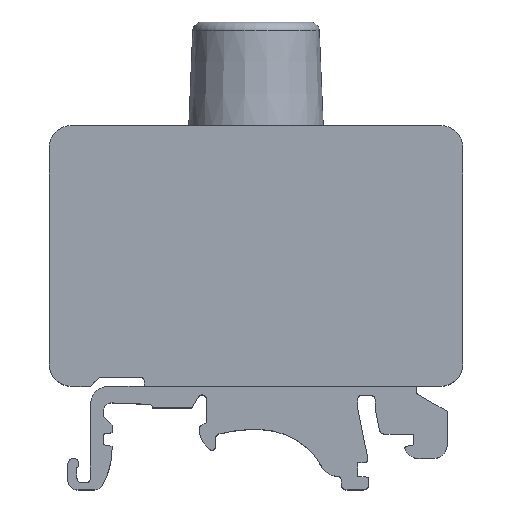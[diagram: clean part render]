
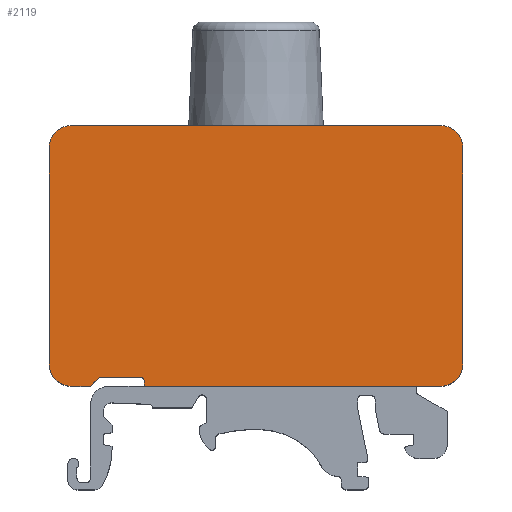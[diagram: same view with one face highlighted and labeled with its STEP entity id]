
A CAD part, top view. The second image highlights one B-rep face of the part: STEP entity #2119.
In plain terms, the highlighted planar face has unit normal (0, 0, 1).
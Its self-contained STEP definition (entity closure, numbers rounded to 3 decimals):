
#417=DIRECTION('',(-1.,0.,0.));
#418=VECTOR('',#417,32.9);
#419=CARTESIAN_POINT('',(20.5,-14.5,9.8));
#420=LINE('',#419,#418);
#421=DIRECTION('',(0.,1.,0.));
#422=VECTOR('',#421,0.5);
#423=CARTESIAN_POINT('',(-12.4,-14.5,9.8));
#424=LINE('',#423,#422);
#425=CARTESIAN_POINT('',(-12.9,-14.,9.8));
#426=DIRECTION('',(0.,0.,1.));
#427=DIRECTION('',(1.,0.,0.));
#428=AXIS2_PLACEMENT_3D('',#425,#426,#427);
#430=DIRECTION('',(-1.,0.,0.));
#431=VECTOR('',#430,4.5);
#432=CARTESIAN_POINT('',(-12.9,-13.5,9.8));
#433=LINE('',#432,#431);
#434=DIRECTION('',(-0.707,-0.707,0.));
#435=VECTOR('',#434,1.414);
#436=CARTESIAN_POINT('',(-17.4,-13.5,9.8));
#437=LINE('',#436,#435);
#438=DIRECTION('',(-1.,0.,0.));
#439=VECTOR('',#438,2.1);
#440=CARTESIAN_POINT('',(-18.4,-14.5,9.8));
#441=LINE('',#440,#439);
#442=CARTESIAN_POINT('',(-20.5,-12.,9.8));
#443=DIRECTION('',(0.,0.,-1.));
#444=DIRECTION('',(0.,-1.,0.));
#445=AXIS2_PLACEMENT_3D('',#442,#443,#444);
#447=DIRECTION('',(0.,1.,0.));
#448=VECTOR('',#447,24.);
#449=CARTESIAN_POINT('',(-23.,-12.,9.8));
#450=LINE('',#449,#448);
#451=CARTESIAN_POINT('',(-20.5,12.,9.8));
#452=DIRECTION('',(0.,0.,-1.));
#453=DIRECTION('',(-1.,0.,0.));
#454=AXIS2_PLACEMENT_3D('',#451,#452,#453);
#456=DIRECTION('',(1.,0.,0.));
#457=VECTOR('',#456,41.);
#458=CARTESIAN_POINT('',(-20.5,14.5,9.8));
#459=LINE('',#458,#457);
#460=CARTESIAN_POINT('',(20.5,12.,9.8));
#461=DIRECTION('',(0.,0.,-1.));
#462=DIRECTION('',(0.,1.,0.));
#463=AXIS2_PLACEMENT_3D('',#460,#461,#462);
#465=DIRECTION('',(0.,-1.,0.));
#466=VECTOR('',#465,24.);
#467=CARTESIAN_POINT('',(23.,12.,9.8));
#468=LINE('',#467,#466);
#469=CARTESIAN_POINT('',(20.5,-12.,9.8));
#470=DIRECTION('',(0.,0.,-1.));
#471=DIRECTION('',(1.,0.,0.));
#472=AXIS2_PLACEMENT_3D('',#469,#470,#471);
#1343=CARTESIAN_POINT('',(-12.4,-14.5,9.8));
#1344=VERTEX_POINT('',#1343);
#1345=CARTESIAN_POINT('',(20.5,-14.5,9.8));
#1346=VERTEX_POINT('',#1345);
#1491=CARTESIAN_POINT('',(-12.4,-14.,9.8));
#1492=VERTEX_POINT('',#1491);
#1493=CARTESIAN_POINT('',(-12.9,-13.5,9.8));
#1494=VERTEX_POINT('',#1493);
#1495=CARTESIAN_POINT('',(-17.4,-13.5,9.8));
#1496=VERTEX_POINT('',#1495);
#1497=CARTESIAN_POINT('',(-18.4,-14.5,9.8));
#1498=VERTEX_POINT('',#1497);
#1499=CARTESIAN_POINT('',(-20.5,-14.5,9.8));
#1500=VERTEX_POINT('',#1499);
#1501=CARTESIAN_POINT('',(-23.,-12.,9.8));
#1502=VERTEX_POINT('',#1501);
#1503=CARTESIAN_POINT('',(-23.,12.,9.8));
#1504=VERTEX_POINT('',#1503);
#1513=CARTESIAN_POINT('',(-20.5,14.5,9.8));
#1514=VERTEX_POINT('',#1513);
#1515=CARTESIAN_POINT('',(20.5,14.5,9.8));
#1516=VERTEX_POINT('',#1515);
#1521=CARTESIAN_POINT('',(23.,12.,9.8));
#1522=VERTEX_POINT('',#1521);
#1523=CARTESIAN_POINT('',(23.,-12.,9.8));
#1524=VERTEX_POINT('',#1523);
#2096=CARTESIAN_POINT('',(0.,0.,9.8));
#2097=DIRECTION('',(0.,0.,1.));
#2098=DIRECTION('',(1.,0.,0.));
#2099=AXIS2_PLACEMENT_3D('',#2096,#2097,#2098);
#2100=PLANE('',#2099);
#2101=ORIENTED_EDGE('',*,*,#1750,.T.);
#2102=ORIENTED_EDGE('',*,*,#1949,.T.);
#2103=ORIENTED_EDGE('',*,*,#1964,.T.);
#2104=ORIENTED_EDGE('',*,*,#1978,.T.);
#2105=ORIENTED_EDGE('',*,*,#1992,.T.);
#2106=ORIENTED_EDGE('',*,*,#2006,.T.);
#2107=ORIENTED_EDGE('',*,*,#2020,.T.);
#2108=ORIENTED_EDGE('',*,*,#2034,.T.);
#2109=ORIENTED_EDGE('',*,*,#2058,.T.);
#2110=ORIENTED_EDGE('',*,*,#2069,.T.);
#2112=ORIENTED_EDGE('',*,*,#2111,.T.);
#2114=ORIENTED_EDGE('',*,*,#2113,.T.);
#2116=ORIENTED_EDGE('',*,*,#2115,.T.);
#2117=EDGE_LOOP('',(#2101,#2102,#2103,#2104,#2105,#2106,#2107,#2108,#2109,#2110,
#2112,#2114,#2116));
#2118=FACE_OUTER_BOUND('',#2117,.F.);
#429=CIRCLE('',#428,0.5);
#446=CIRCLE('',#445,2.5);
#455=CIRCLE('',#454,2.5);
#464=CIRCLE('',#463,2.5);
#473=CIRCLE('',#472,2.5);
#1750=EDGE_CURVE('',#1346,#1344,#420,.T.);
#1949=EDGE_CURVE('',#1344,#1492,#424,.T.);
#1964=EDGE_CURVE('',#1492,#1494,#429,.T.);
#1978=EDGE_CURVE('',#1494,#1496,#433,.T.);
#1992=EDGE_CURVE('',#1496,#1498,#437,.T.);
#2006=EDGE_CURVE('',#1498,#1500,#441,.T.);
#2020=EDGE_CURVE('',#1500,#1502,#446,.T.);
#2034=EDGE_CURVE('',#1502,#1504,#450,.T.);
#2058=EDGE_CURVE('',#1504,#1514,#455,.T.);
#2069=EDGE_CURVE('',#1514,#1516,#459,.T.);
#2111=EDGE_CURVE('',#1516,#1522,#464,.T.);
#2113=EDGE_CURVE('',#1522,#1524,#468,.T.);
#2115=EDGE_CURVE('',#1524,#1346,#473,.T.);
#2119=ADVANCED_FACE('',(#2118),#2100,.T.);
